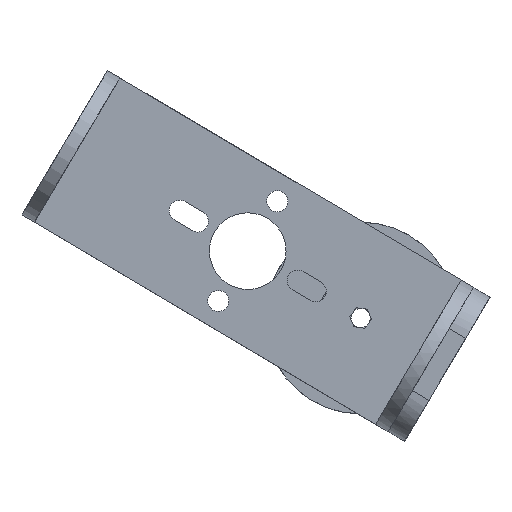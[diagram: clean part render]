
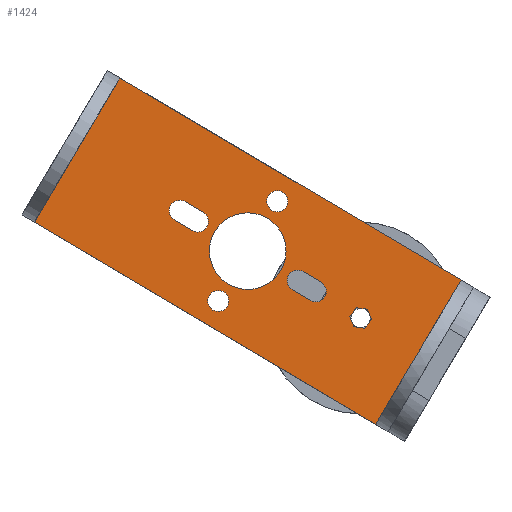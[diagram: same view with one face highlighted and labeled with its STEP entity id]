
A CAD part, front view. The second image highlights one B-rep face of the part: STEP entity #1424.
In plain terms, the highlighted planar face has unit normal (0, -1, 0).
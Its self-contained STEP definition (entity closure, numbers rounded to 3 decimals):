
#15=LINE('',#2106,#94);
#18=LINE('',#2119,#97);
#19=LINE('',#2128,#98);
#22=LINE('',#2141,#101);
#23=LINE('',#2150,#102);
#25=LINE('',#2170,#104);
#30=LINE('',#2249,#109);
#34=LINE('',#2261,#113);
#38=LINE('',#2273,#117);
#42=LINE('',#2285,#121);
#52=LINE('',#2332,#131);
#53=LINE('',#2334,#132);
#54=LINE('',#2336,#133);
#55=LINE('',#2337,#134);
#94=VECTOR('',#1677,10.);
#97=VECTOR('',#1682,10.);
#98=VECTOR('',#1685,10.);
#101=VECTOR('',#1690,10.);
#102=VECTOR('',#1693,10.);
#104=VECTOR('',#1711,10.);
#109=VECTOR('',#1800,10.);
#113=VECTOR('',#1812,10.);
#117=VECTOR('',#1824,10.);
#121=VECTOR('',#1836,10.);
#131=VECTOR('',#1884,10.);
#132=VECTOR('',#1885,10.);
#133=VECTOR('',#1886,10.);
#134=VECTOR('',#1887,10.);
#200=PLANE('',#1573);
#284=FACE_BOUND('',#480,.T.);
#285=FACE_BOUND('',#481,.T.);
#286=FACE_BOUND('',#482,.T.);
#287=FACE_BOUND('',#483,.T.);
#288=FACE_BOUND('',#484,.T.);
#289=FACE_BOUND('',#485,.T.);
#372=FACE_OUTER_BOUND('',#479,.T.);
#479=EDGE_LOOP('',(#1120,#1121,#1122,#1123));
#480=EDGE_LOOP('',(#1124,#1125,#1126,#1127,#1128,#1129));
#481=EDGE_LOOP('',(#1130));
#482=EDGE_LOOP('',(#1131,#1132,#1133,#1134));
#483=EDGE_LOOP('',(#1135,#1136,#1137,#1138));
#484=EDGE_LOOP('',(#1139));
#485=EDGE_LOOP('',(#1140));
#603=CIRCLE('',#1541,1.1);
#605=CIRCLE('',#1545,1.1);
#607=CIRCLE('',#1549,1.1);
#609=CIRCLE('',#1553,1.1);
#611=CIRCLE('',#1557,1.1);
#615=CIRCLE('',#1562,1.1);
#621=CIRCLE('',#1572,4.);
#666=VERTEX_POINT('',#2103);
#667=VERTEX_POINT('',#2105);
#670=VERTEX_POINT('',#2117);
#671=VERTEX_POINT('',#2127);
#674=VERTEX_POINT('',#2139);
#675=VERTEX_POINT('',#2149);
#704=VERTEX_POINT('',#2240);
#707=VERTEX_POINT('',#2246);
#708=VERTEX_POINT('',#2248);
#710=VERTEX_POINT('',#2254);
#712=VERTEX_POINT('',#2260);
#715=VERTEX_POINT('',#2270);
#716=VERTEX_POINT('',#2272);
#718=VERTEX_POINT('',#2278);
#720=VERTEX_POINT('',#2284);
#724=VERTEX_POINT('',#2297);
#736=VERTEX_POINT('',#2327);
#737=VERTEX_POINT('',#2330);
#738=VERTEX_POINT('',#2331);
#739=VERTEX_POINT('',#2333);
#740=VERTEX_POINT('',#2335);
#797=EDGE_CURVE('',#667,#666,#15,.T.);
#802=EDGE_CURVE('',#666,#670,#18,.T.);
#805=EDGE_CURVE('',#671,#667,#19,.T.);
#810=EDGE_CURVE('',#670,#674,#22,.T.);
#813=EDGE_CURVE('',#675,#671,#23,.T.);
#818=EDGE_CURVE('',#674,#675,#25,.T.);
#847=EDGE_CURVE('',#704,#704,#603,.T.);
#850=EDGE_CURVE('',#708,#707,#30,.T.);
#853=EDGE_CURVE('',#710,#708,#605,.T.);
#856=EDGE_CURVE('',#712,#710,#34,.T.);
#859=EDGE_CURVE('',#707,#712,#607,.T.);
#862=EDGE_CURVE('',#716,#715,#38,.T.);
#865=EDGE_CURVE('',#718,#716,#609,.T.);
#868=EDGE_CURVE('',#720,#718,#42,.T.);
#871=EDGE_CURVE('',#715,#720,#611,.T.);
#875=EDGE_CURVE('',#724,#724,#615,.T.);
#889=EDGE_CURVE('',#736,#736,#621,.T.);
#890=EDGE_CURVE('',#737,#738,#52,.T.);
#891=EDGE_CURVE('',#737,#739,#53,.T.);
#892=EDGE_CURVE('',#740,#739,#54,.T.);
#893=EDGE_CURVE('',#740,#738,#55,.T.);
#1120=ORIENTED_EDGE('',*,*,#890,.F.);
#1121=ORIENTED_EDGE('',*,*,#891,.T.);
#1122=ORIENTED_EDGE('',*,*,#892,.F.);
#1123=ORIENTED_EDGE('',*,*,#893,.T.);
#1124=ORIENTED_EDGE('',*,*,#810,.T.);
#1125=ORIENTED_EDGE('',*,*,#818,.T.);
#1126=ORIENTED_EDGE('',*,*,#813,.T.);
#1127=ORIENTED_EDGE('',*,*,#805,.T.);
#1128=ORIENTED_EDGE('',*,*,#797,.T.);
#1129=ORIENTED_EDGE('',*,*,#802,.T.);
#1130=ORIENTED_EDGE('',*,*,#847,.T.);
#1131=ORIENTED_EDGE('',*,*,#856,.T.);
#1132=ORIENTED_EDGE('',*,*,#853,.T.);
#1133=ORIENTED_EDGE('',*,*,#850,.T.);
#1134=ORIENTED_EDGE('',*,*,#859,.T.);
#1135=ORIENTED_EDGE('',*,*,#868,.T.);
#1136=ORIENTED_EDGE('',*,*,#865,.T.);
#1137=ORIENTED_EDGE('',*,*,#862,.T.);
#1138=ORIENTED_EDGE('',*,*,#871,.T.);
#1139=ORIENTED_EDGE('',*,*,#875,.T.);
#1140=ORIENTED_EDGE('',*,*,#889,.T.);
#1424=ADVANCED_FACE('',(#372,#284,#285,#286,#287,#288,#289),#200,.T.);
#1541=AXIS2_PLACEMENT_3D('',#2241,#1794,#1795);
#1545=AXIS2_PLACEMENT_3D('',#2255,#1806,#1807);
#1549=AXIS2_PLACEMENT_3D('',#2265,#1818,#1819);
#1553=AXIS2_PLACEMENT_3D('',#2279,#1830,#1831);
#1557=AXIS2_PLACEMENT_3D('',#2290,#1842,#1843);
#1562=AXIS2_PLACEMENT_3D('',#2298,#1852,#1853);
#1572=AXIS2_PLACEMENT_3D('',#2328,#1880,#1881);
#1573=AXIS2_PLACEMENT_3D('',#2329,#1882,#1883);
#1677=DIRECTION('',(0.612,0.,0.791));
#1682=DIRECTION('',(0.991,0.,-0.134));
#1685=DIRECTION('',(-0.379,0.,0.925));
#1690=DIRECTION('',(0.379,0.,-0.925));
#1693=DIRECTION('',(-0.991,0.,0.134));
#1711=DIRECTION('',(-0.612,0.,-0.791));
#1794=DIRECTION('center_axis',(0.,1.,0.));
#1795=DIRECTION('ref_axis',(0.51,0.,0.86));
#1800=DIRECTION('',(-0.86,0.,0.51));
#1806=DIRECTION('center_axis',(0.,1.,0.));
#1807=DIRECTION('ref_axis',(0.51,0.,0.86));
#1812=DIRECTION('',(0.86,0.,-0.51));
#1818=DIRECTION('center_axis',(0.,1.,0.));
#1819=DIRECTION('ref_axis',(0.51,0.,0.86));
#1824=DIRECTION('',(0.86,0.,-0.51));
#1830=DIRECTION('center_axis',(0.,1.,0.));
#1831=DIRECTION('ref_axis',(0.51,0.,0.86));
#1836=DIRECTION('',(-0.86,0.,0.51));
#1842=DIRECTION('center_axis',(0.,1.,0.));
#1843=DIRECTION('ref_axis',(-0.51,0.,-0.86));
#1852=DIRECTION('center_axis',(0.,1.,0.));
#1853=DIRECTION('ref_axis',(0.51,0.,0.86));
#1880=DIRECTION('center_axis',(0.,1.,0.));
#1881=DIRECTION('ref_axis',(0.51,0.,0.86));
#1882=DIRECTION('center_axis',(0.,-1.,0.));
#1883=DIRECTION('ref_axis',(-0.51,0.,-0.86));
#1884=DIRECTION('',(0.51,0.,0.86));
#1885=DIRECTION('',(0.86,0.,-0.51));
#1886=DIRECTION('',(-0.51,0.,-0.86));
#1887=DIRECTION('',(-0.86,0.,0.51));
#2103=CARTESIAN_POINT('',(-12.529,-269.476,-74.185));
#2105=CARTESIAN_POINT('',(-13.235,-269.476,-75.098));
#2106=CARTESIAN_POINT('',(-13.235,-269.476,-75.098));
#2117=CARTESIAN_POINT('',(-11.384,-269.476,-74.34));
#2119=CARTESIAN_POINT('',(-12.529,-269.476,-74.185));
#2127=CARTESIAN_POINT('',(-12.797,-269.476,-76.166));
#2128=CARTESIAN_POINT('',(-12.797,-269.476,-76.166));
#2139=CARTESIAN_POINT('',(-10.947,-269.476,-75.408));
#2141=CARTESIAN_POINT('',(-11.384,-269.476,-74.34));
#2149=CARTESIAN_POINT('',(-11.653,-269.476,-76.322));
#2150=CARTESIAN_POINT('',(-11.653,-269.476,-76.322));
#2170=CARTESIAN_POINT('',(-10.947,-269.476,-75.408));
#2240=CARTESIAN_POINT('',(-21.354,-269.476,-64.011));
#2241=CARTESIAN_POINT('Origin',(-20.794,-269.476,-63.065));
#2246=CARTESIAN_POINT('',(-31.536,-269.476,-65.011));
#2248=CARTESIAN_POINT('',(-29.643,-269.476,-66.132));
#2249=CARTESIAN_POINT('',(-27.039,-269.476,-67.675));
#2254=CARTESIAN_POINT('',(-28.522,-269.476,-64.24));
#2255=CARTESIAN_POINT('Origin',(-29.082,-269.476,-65.186));
#2260=CARTESIAN_POINT('',(-30.415,-269.476,-63.118));
#2261=CARTESIAN_POINT('',(-26.864,-269.476,-65.222));
#2265=CARTESIAN_POINT('Origin',(-30.975,-269.476,-64.065));
#2270=CARTESIAN_POINT('',(-16.219,-269.476,-71.529));
#2272=CARTESIAN_POINT('',(-18.112,-269.476,-70.407));
#2273=CARTESIAN_POINT('',(-20.713,-269.476,-68.866));
#2278=CARTESIAN_POINT('',(-19.233,-269.476,-72.3));
#2279=CARTESIAN_POINT('Origin',(-18.672,-269.476,-71.354));
#2284=CARTESIAN_POINT('',(-17.34,-269.476,-73.422));
#2285=CARTESIAN_POINT('',(-20.888,-269.476,-71.32));
#2290=CARTESIAN_POINT('Origin',(-16.78,-269.476,-72.475));
#2297=CARTESIAN_POINT('',(-27.522,-269.476,-74.421));
#2298=CARTESIAN_POINT('Origin',(-26.961,-269.476,-73.475));
#2327=CARTESIAN_POINT('',(-25.916,-269.476,-71.711));
#2328=CARTESIAN_POINT('Origin',(-23.877,-269.476,-68.27));
#2329=CARTESIAN_POINT('Origin',(-23.874,-269.476,-68.272));
#2330=CARTESIAN_POINT('',(-46.147,-269.476,-65.246));
#2331=CARTESIAN_POINT('',(-37.226,-269.476,-50.191));
#2332=CARTESIAN_POINT('',(-41.686,-269.476,-57.719));
#2333=CARTESIAN_POINT('',(-10.529,-269.476,-86.349));
#2334=CARTESIAN_POINT('',(-9.238,-269.476,-87.114));
#2335=CARTESIAN_POINT('',(-1.608,-269.476,-71.293));
#2336=CARTESIAN_POINT('',(-6.069,-269.476,-78.821));
#2337=CARTESIAN_POINT('',(-38.51,-269.476,-49.43));
